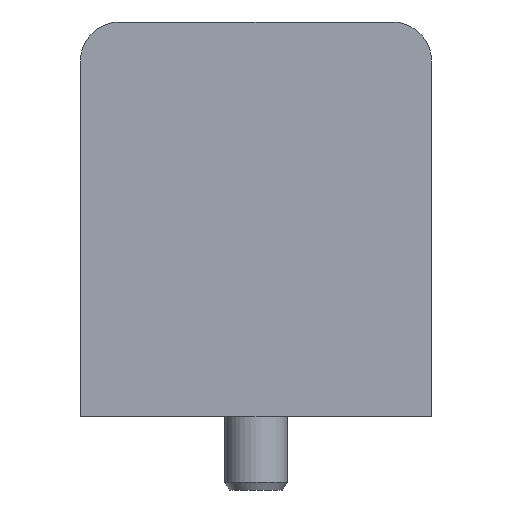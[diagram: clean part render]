
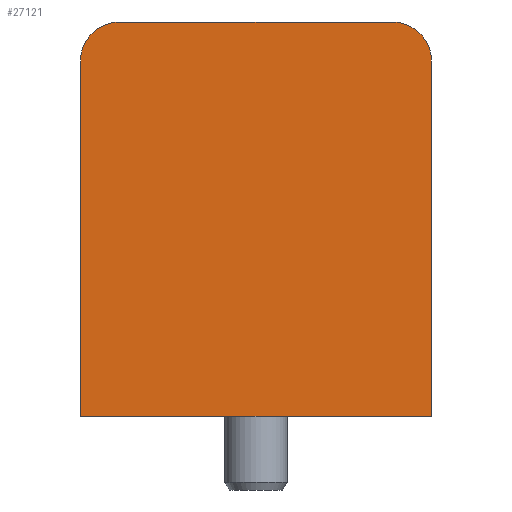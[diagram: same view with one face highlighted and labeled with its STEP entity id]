
A CAD part, left-side view. The second image highlights one B-rep face of the part: STEP entity #27121.
In plain terms, the highlighted planar face has unit normal (-1, 0, 0).
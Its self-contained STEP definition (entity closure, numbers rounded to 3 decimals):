
#77 = AXIS2_PLACEMENT_3D ( 'NONE', #1129, #24603, #19086 ) ;
#1129 = CARTESIAN_POINT ( 'NONE',  ( -5.8, 0., 0. ) ) ;
#1392 = ORIENTED_EDGE ( 'NONE', *, *, #12167, .F. ) ;
#1526 = CARTESIAN_POINT ( 'NONE',  ( -5.8, 22.5, 17.5 ) ) ;
#2612 = ORIENTED_EDGE ( 'NONE', *, *, #13851, .T. ) ;
#2913 = VECTOR ( 'NONE', #14156, 1000. ) ;
#2922 = VECTOR ( 'NONE', #16843, 1000. ) ;
#3736 = CARTESIAN_POINT ( 'NONE',  ( -5.8, 22.5, 22.5 ) ) ;
#4062 = EDGE_LOOP ( 'NONE', ( #22126, #1392, #2612, #21628, #7349, #4232 ) ) ;
#4232 = ORIENTED_EDGE ( 'NONE', *, *, #27200, .F. ) ;
#4952 = LINE ( 'NONE', #29915, #2922 ) ;
#4973 = VECTOR ( 'NONE', #9599, 1000. ) ;
#5484 = LINE ( 'NONE', #7834, #12446 ) ;
#7349 = ORIENTED_EDGE ( 'NONE', *, *, #25484, .T. ) ;
#7387 = VERTEX_POINT ( 'NONE', #9144 ) ;
#7834 = CARTESIAN_POINT ( 'NONE',  ( -5.8, -22.5, 22.5 ) ) ;
#7914 = AXIS2_PLACEMENT_3D ( 'NONE', #14667, #12385, #22484 ) ;
#8871 = VERTEX_POINT ( 'NONE', #9021 ) ;
#9021 = CARTESIAN_POINT ( 'NONE',  ( -5.8, 22.5, -28.051 ) ) ;
#9144 = CARTESIAN_POINT ( 'NONE',  ( -5.8, -22.5, -28.051 ) ) ;
#9401 = VERTEX_POINT ( 'NONE', #23760 ) ;
#9599 = DIRECTION ( 'NONE',  ( 0., 0., -1. ) ) ;
#11908 = LINE ( 'NONE', #30660, #4973 ) ;
#12167 = EDGE_CURVE ( 'NONE', #17111, #7387, #11908, .T. ) ;
#12385 = DIRECTION ( 'NONE',  ( -1., 0., 0. ) ) ;
#12446 = VECTOR ( 'NONE', #31684, 1000. ) ;
#13245 = DIRECTION ( 'NONE',  ( 0., 0., 1. ) ) ;
#13851 = EDGE_CURVE ( 'NONE', #17111, #9401, #20256, .T. ) ;
#14129 = VERTEX_POINT ( 'NONE', #1526 ) ;
#14156 = DIRECTION ( 'NONE',  ( 0., 0., 1. ) ) ;
#14506 = EDGE_CURVE ( 'NONE', #15631, #9401, #5484, .T. ) ;
#14667 = CARTESIAN_POINT ( 'NONE',  ( -5.8, 17.5, 17.5 ) ) ;
#15631 = VERTEX_POINT ( 'NONE', #22465 ) ;
#16843 = DIRECTION ( 'NONE',  ( 0., 1., 0. ) ) ;
#17111 = VERTEX_POINT ( 'NONE', #32815 ) ;
#17643 = FACE_OUTER_BOUND ( 'NONE', #4062, .T. ) ;
#18265 = CARTESIAN_POINT ( 'NONE',  ( -5.8, -17.5, 17.5 ) ) ;
#19086 = DIRECTION ( 'NONE',  ( 0., 0., 1. ) ) ;
#20044 = AXIS2_PLACEMENT_3D ( 'NONE', #18265, #33863, #13245 ) ;
#20256 = CIRCLE ( 'NONE', #20044, 5. ) ;
#21628 = ORIENTED_EDGE ( 'NONE', *, *, #14506, .F. ) ;
#22126 = ORIENTED_EDGE ( 'NONE', *, *, #28393, .F. ) ;
#22465 = CARTESIAN_POINT ( 'NONE',  ( -5.8, 17.5, 22.5 ) ) ;
#22484 = DIRECTION ( 'NONE',  ( 0., 0., 1. ) ) ;
#23760 = CARTESIAN_POINT ( 'NONE',  ( -5.8, -17.5, 22.5 ) ) ;
#23836 = LINE ( 'NONE', #3736, #2913 ) ;
#24603 = DIRECTION ( 'NONE',  ( -1., 0., 0. ) ) ;
#25484 = EDGE_CURVE ( 'NONE', #15631, #14129, #31686, .T. ) ;
#27121 = ADVANCED_FACE ( 'NONE', ( #17643 ), #32602, .T. ) ;
#27200 = EDGE_CURVE ( 'NONE', #8871, #14129, #23836, .T. ) ;
#28393 = EDGE_CURVE ( 'NONE', #7387, #8871, #4952, .T. ) ;
#29915 = CARTESIAN_POINT ( 'NONE',  ( -5.8, -22.5, -28.051 ) ) ;
#30660 = CARTESIAN_POINT ( 'NONE',  ( -5.8, -22.5, -22.5 ) ) ;
#31684 = DIRECTION ( 'NONE',  ( 0., -1., 0. ) ) ;
#31686 = CIRCLE ( 'NONE', #7914, 5. ) ;
#32602 = PLANE ( 'NONE',  #77 ) ;
#32815 = CARTESIAN_POINT ( 'NONE',  ( -5.8, -22.5, 17.5 ) ) ;
#33863 = DIRECTION ( 'NONE',  ( -1., 0., 0. ) ) ;
